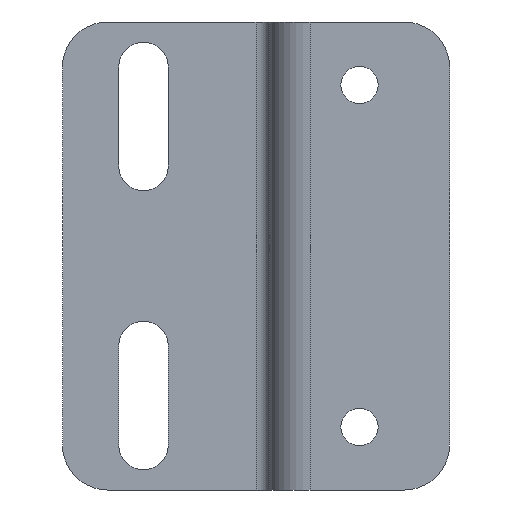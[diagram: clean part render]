
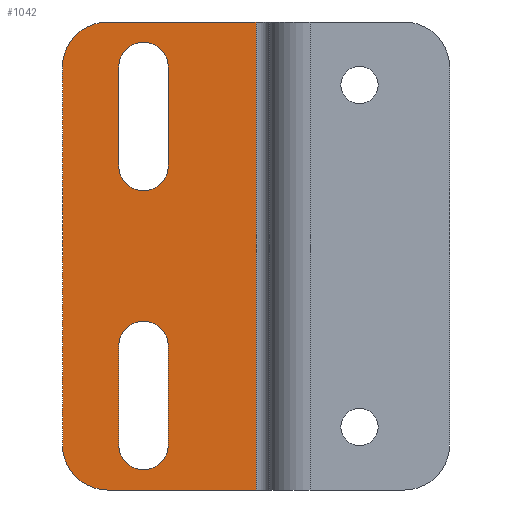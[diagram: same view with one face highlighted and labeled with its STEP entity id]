
A CAD part, left-side view. The second image highlights one B-rep face of the part: STEP entity #1042.
In plain terms, the highlighted planar face has unit normal (-1, 0, 0).
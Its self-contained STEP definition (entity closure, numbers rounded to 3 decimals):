
#51=CARTESIAN_POINT('',(17.,41.536,-24.536));
#52=VERTEX_POINT('',#51);
#68=CARTESIAN_POINT('',(17.,38.0,-26.0));
#69=VERTEX_POINT('',#68);
#76=CARTESIAN_POINT('',(17.,38.0,-21.0));
#77=DIRECTION('',(1.,0.0,0.0));
#78=DIRECTION('',(0.0,0.707,-0.707));
#79=AXIS2_PLACEMENT_3D('',#76,#77,#78);
#80=CIRCLE('',#79,5.);
#81=EDGE_CURVE('',#69,#52,#80,.T.);
#91=CARTESIAN_POINT('',(17.,41.536,24.536));
#92=VERTEX_POINT('',#91);
#101=CARTESIAN_POINT('',(17.,38.0,26.0));
#102=VERTEX_POINT('',#101);
#103=CARTESIAN_POINT('',(17.,38.0,21.0));
#104=DIRECTION('',(1.,0.0,0.0));
#105=DIRECTION('',(0.0,0.707,0.707));
#106=AXIS2_PLACEMENT_3D('',#103,#104,#105);
#107=CIRCLE('',#106,5.);
#108=EDGE_CURVE('',#92,#102,#107,.T.);
#444=CARTESIAN_POINT('',(17.,31.25,-10.0));
#445=VERTEX_POINT('',#444);
#452=CARTESIAN_POINT('',(17.,36.75,-10.0));
#453=VERTEX_POINT('',#452);
#454=CARTESIAN_POINT('',(17.,34.0,-10.0));
#455=DIRECTION('',(1.0,0.0,0.0));
#456=DIRECTION('',(0.0,1.0,0.0));
#457=AXIS2_PLACEMENT_3D('',#454,#455,#456);
#458=CIRCLE('',#457,2.75);
#459=EDGE_CURVE('',#453,#445,#458,.T.);
#484=CARTESIAN_POINT('',(17.,36.75,-21.));
#485=VERTEX_POINT('',#484);
#486=CARTESIAN_POINT('',(17.,36.75,-21.));
#487=DIRECTION('',(0.0,0.0,1.0));
#488=VECTOR('',#487,11.);
#489=LINE('',#486,#488);
#490=EDGE_CURVE('',#485,#453,#489,.T.);
#516=CARTESIAN_POINT('',(17.,31.25,-21.));
#517=VERTEX_POINT('',#516);
#518=CARTESIAN_POINT('',(17.,34.0,-21.));
#519=DIRECTION('',(1.0,0.0,0.0));
#520=DIRECTION('',(0.0,-1.0,0.0));
#521=AXIS2_PLACEMENT_3D('',#518,#519,#520);
#522=CIRCLE('',#521,2.75);
#523=EDGE_CURVE('',#517,#485,#522,.T.);
#546=CARTESIAN_POINT('',(17.,31.25,-10.0));
#547=DIRECTION('',(0.0,0.0,-1.0));
#548=VECTOR('',#547,11.);
#549=LINE('',#546,#548);
#550=EDGE_CURVE('',#445,#517,#549,.T.);
#572=CARTESIAN_POINT('',(17.,31.25,21.));
#573=VERTEX_POINT('',#572);
#580=CARTESIAN_POINT('',(17.,36.75,21.));
#581=VERTEX_POINT('',#580);
#582=CARTESIAN_POINT('',(17.,34.0,21.));
#583=DIRECTION('',(1.0,0.0,0.0));
#584=DIRECTION('',(0.0,1.0,0.0));
#585=AXIS2_PLACEMENT_3D('',#582,#583,#584);
#586=CIRCLE('',#585,2.75);
#587=EDGE_CURVE('',#581,#573,#586,.T.);
#612=CARTESIAN_POINT('',(17.,36.75,10.0));
#613=VERTEX_POINT('',#612);
#614=CARTESIAN_POINT('',(17.,36.75,10.0));
#615=DIRECTION('',(0.0,0.0,1.0));
#616=VECTOR('',#615,11.);
#617=LINE('',#614,#616);
#618=EDGE_CURVE('',#613,#581,#617,.T.);
#644=CARTESIAN_POINT('',(17.,31.25,10.0));
#645=VERTEX_POINT('',#644);
#646=CARTESIAN_POINT('',(17.,34.0,10.0));
#647=DIRECTION('',(1.0,0.0,0.0));
#648=DIRECTION('',(0.0,-1.0,0.0));
#649=AXIS2_PLACEMENT_3D('',#646,#647,#648);
#650=CIRCLE('',#649,2.75);
#651=EDGE_CURVE('',#645,#613,#650,.T.);
#674=CARTESIAN_POINT('',(17.,31.25,21.));
#675=DIRECTION('',(0.0,0.0,-1.0));
#676=VECTOR('',#675,11.);
#677=LINE('',#674,#676);
#678=EDGE_CURVE('',#573,#645,#677,.T.);
#748=CARTESIAN_POINT('',(17.,21.5,-26.0));
#749=VERTEX_POINT('',#748);
#757=CARTESIAN_POINT('',(17.,38.0,-26.0));
#758=DIRECTION('',(0.0,-1.0,0.0));
#759=VECTOR('',#758,16.5);
#760=LINE('',#757,#759);
#761=EDGE_CURVE('',#69,#749,#760,.T.);
#928=CARTESIAN_POINT('',(17.,21.5,26.0));
#929=VERTEX_POINT('',#928);
#930=CARTESIAN_POINT('',(17.,21.5,26.0));
#931=DIRECTION('',(0.0,1.0,0.0));
#932=VECTOR('',#931,16.5);
#933=LINE('',#930,#932);
#934=EDGE_CURVE('',#929,#102,#933,.T.);
#979=CARTESIAN_POINT('',(17.,43.0,21.0));
#980=VERTEX_POINT('',#979);
#987=CARTESIAN_POINT('',(17.,38.0,21.0));
#988=DIRECTION('',(1.,0.0,0.0));
#989=DIRECTION('',(0.0,0.707,0.707));
#990=AXIS2_PLACEMENT_3D('',#987,#988,#989);
#991=CIRCLE('',#990,5.);
#992=EDGE_CURVE('',#980,#92,#991,.T.);
#997=CARTESIAN_POINT('',(17.,21.5,0.0));
#998=DIRECTION('',(-1.0,0.0,0.0));
#999=DIRECTION('',(0.0,0.0,1.0));
#1000=AXIS2_PLACEMENT_3D('',#997,#998,#999);
#1001=PLANE('',#1000);
#1002=ORIENTED_EDGE('',*,*,#992,.F.);
#1003=CARTESIAN_POINT('',(17.,43.0,-21.0));
#1004=VERTEX_POINT('',#1003);
#1005=CARTESIAN_POINT('',(17.,43.0,21.0));
#1006=DIRECTION('',(0.0,0.0,-1.0));
#1007=VECTOR('',#1006,42.0);
#1008=LINE('',#1005,#1007);
#1009=EDGE_CURVE('',#980,#1004,#1008,.T.);
#1010=ORIENTED_EDGE('',*,*,#1009,.T.);
#1011=CARTESIAN_POINT('',(17.,38.0,-21.0));
#1012=DIRECTION('',(1.,0.0,0.0));
#1013=DIRECTION('',(0.0,0.707,-0.707));
#1014=AXIS2_PLACEMENT_3D('',#1011,#1012,#1013);
#1015=CIRCLE('',#1014,5.);
#1016=EDGE_CURVE('',#52,#1004,#1015,.T.);
#1017=ORIENTED_EDGE('',*,*,#1016,.F.);
#1018=ORIENTED_EDGE('',*,*,#81,.F.);
#1019=ORIENTED_EDGE('',*,*,#761,.T.);
#1020=CARTESIAN_POINT('',(17.,21.5,26.0));
#1021=DIRECTION('',(0.0,0.0,-1.0));
#1022=VECTOR('',#1021,52.0);
#1023=LINE('',#1020,#1022);
#1024=EDGE_CURVE('',#929,#749,#1023,.T.);
#1025=ORIENTED_EDGE('',*,*,#1024,.F.);
#1026=ORIENTED_EDGE('',*,*,#934,.T.);
#1027=ORIENTED_EDGE('',*,*,#108,.F.);
#1028=EDGE_LOOP('',(#1002,#1010,#1017,#1018,#1019,#1025,#1026,#1027));
#1029=FACE_OUTER_BOUND('',#1028,.T.);
#1030=ORIENTED_EDGE('',*,*,#523,.T.);
#1031=ORIENTED_EDGE('',*,*,#490,.T.);
#1032=ORIENTED_EDGE('',*,*,#459,.T.);
#1033=ORIENTED_EDGE('',*,*,#550,.T.);
#1034=EDGE_LOOP('',(#1030,#1031,#1032,#1033));
#1035=FACE_BOUND('',#1034,.T.);
#1036=ORIENTED_EDGE('',*,*,#651,.T.);
#1037=ORIENTED_EDGE('',*,*,#618,.T.);
#1038=ORIENTED_EDGE('',*,*,#587,.T.);
#1039=ORIENTED_EDGE('',*,*,#678,.T.);
#1040=EDGE_LOOP('',(#1036,#1037,#1038,#1039));
#1041=FACE_BOUND('',#1040,.T.);
#1042=ADVANCED_FACE('',(#1029,#1035,#1041),#1001,.T.);
